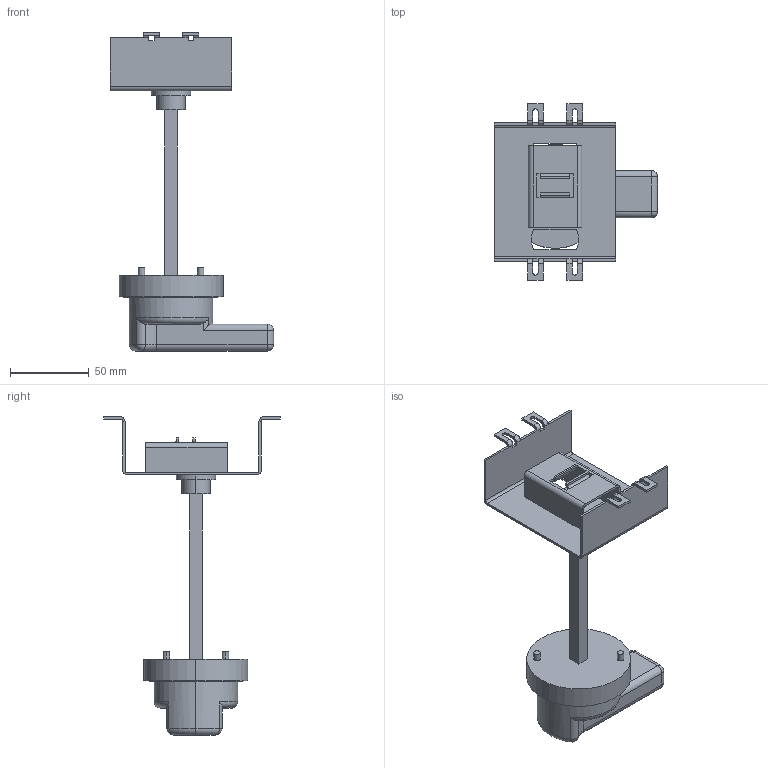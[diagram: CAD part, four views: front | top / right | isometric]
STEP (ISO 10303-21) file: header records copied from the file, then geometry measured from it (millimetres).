
FILE_DESCRIPTION (( 'STEP AP214' ), '1' );
FILE_NAME ('mccb99m-a-118 Ðó÷íîé ïîâîðîòíûé ïðèâîä ê ÂÀ-99Ì 63À.STEP', '2020-09-21T08:43:31', ( '' ), ( '' ), 'SwSTEP 2.0', 'SolidWorks 2019', '' );
FILE_SCHEMA (( 'AUTOMOTIVE_DESIGN' ));
Length unit declared in the file: millimetre
Products named in the file (1): mccb99m-a-118 Ðó÷íîé ïîâîðîòíûé ïðèâîä ê ÂÀ-99Ì 63À
Bounding box: 103.54 x 112 x 202.2 mm (x, y, z)
Volume: 162443.7 mm3; surface area: 52874.7 mm2
Topology: 1 solids, 1 shells, 196 faces, 528 edges, 332 vertices
Faces by surface type: plane 107, cylinder 68, torus 6, sphere 6, cone 5, bspline 4
Entity records: 6488 total; most frequent: CARTESIAN_POINT 1510, ORIENTED_EDGE 1040, DIRECTION 1024, EDGE_CURVE 520, LINE 344, VECTOR 344, AXIS2_PLACEMENT_3D 340, VERTEX_POINT 330
